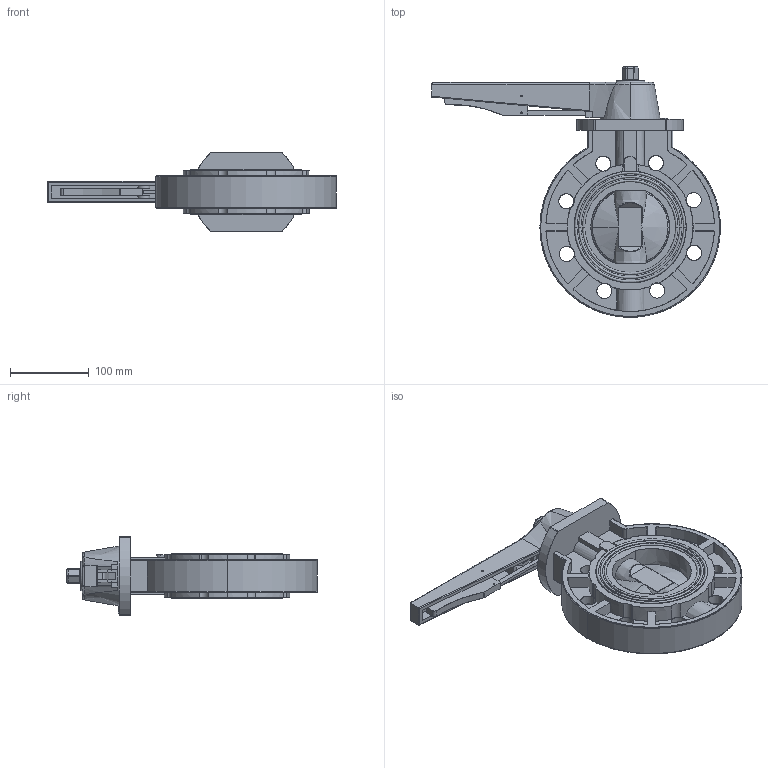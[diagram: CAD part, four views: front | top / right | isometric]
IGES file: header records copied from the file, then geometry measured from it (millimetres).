
Start section: SolidWorks IGES file using analytic representation for surfaces
Global section: file name: BF902  100A.IGS; native system: SolidWorks 2017; preprocessor: SolidWorks 2017; author: D1712-001!; date: 221026.150435; units: millimetre
Bounding box: 366.5 x 318 x 100 mm (x, y, z)
Surface area: 260996.7 mm2 (no closed solid volume)
Topology: 0 solids, 0 shells, 426 faces, 6642 edges, 6626 vertices
Faces by surface type: revolution 220, bspline 206
